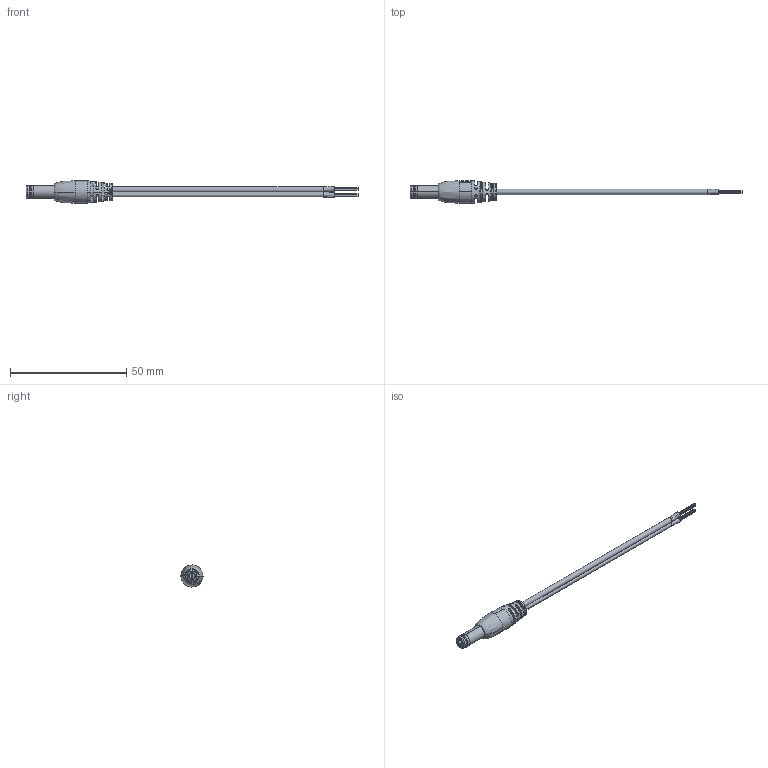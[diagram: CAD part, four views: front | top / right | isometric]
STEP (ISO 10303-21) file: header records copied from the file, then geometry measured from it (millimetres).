
FILE_DESCRIPTION (( 'STEP AP214' ), '1' );
FILE_NAME ('10-01775_revA1.STEP', '2016-04-06T23:33:05', ( 'Joel' ), ( 'Microsoft' ), 'SwSTEP 2.0', 'SolidWorks 2015', '' );
FILE_SCHEMA (( 'AUTOMOTIVE_DESIGN' ));
Length unit declared in the file: millimetre
Products named in the file (7): 30-00415_s+t; 24-00003; 50-00026; 50-00026 insulator; 50-00026 contact; 50-00026 shell; 10-01775_revA1
Assembly tree (6 placements, depth 3):
  10-01775_revA1
    50-00026
      50-00026 shell
      50-00026 contact
      50-00026 insulator
    24-00003
    30-00415_s+t
Bounding box: 142.75 x 9.6 x 9.6 mm (x, y, z)
Volume: 2322.1 mm3; surface area: 9411.2 mm2
Topology: 121 solids, 121 shells, 923 faces, 1804 edges, 1186 vertices
Faces by surface type: cylinder 405, plane 371, bspline 99, cone 24, torus 24
Entity records: 37116 total; most frequent: CARTESIAN_POINT 7904, DIRECTION 4150, ORIENTED_EDGE 3608, EDGE_CURVE 1804, AXIS2_PLACEMENT_3D 1787, VERTEX_POINT 1186, EDGE_LOOP 994, CIRCLE 953
